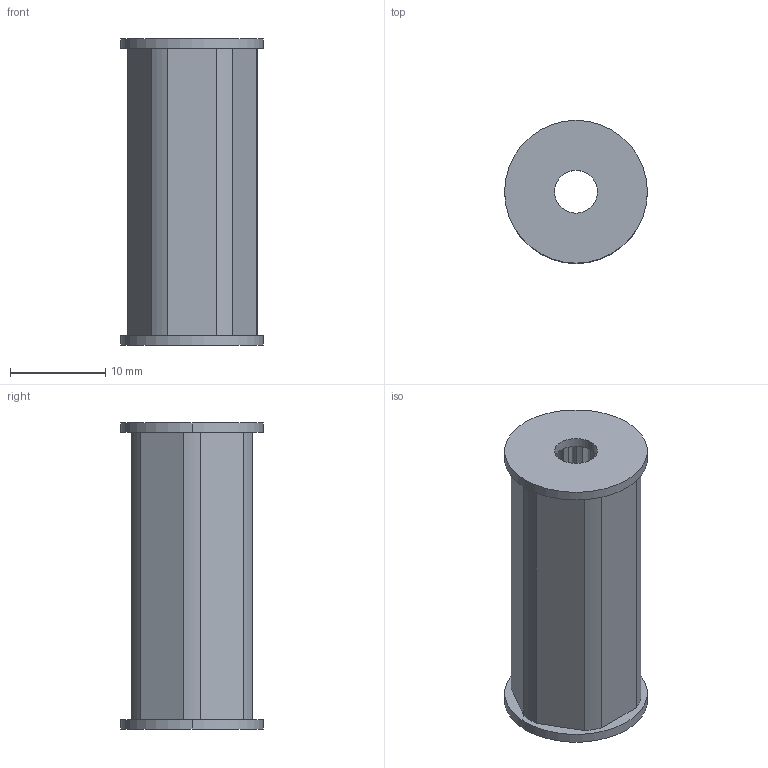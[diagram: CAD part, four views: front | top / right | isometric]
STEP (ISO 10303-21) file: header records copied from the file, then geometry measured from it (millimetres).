
FILE_DESCRIPTION (( 'STEP AP214' ), '1' );
FILE_NAME ('217-7263 20200930.STEP', '2020-09-30T22:09:59', ( '' ), ( '' ), 'SwSTEP 2.0', 'SolidWorks 2019', '' );
FILE_SCHEMA (( 'AUTOMOTIVE_DESIGN' ));
Length unit declared in the file: millimetre
Products named in the file (4): 217-7263-002 Rev2; 217-7263-001 Rev1; 217-7263-003 Rev2; 217-7263 20200930
Assembly tree (3 placements, depth 2):
  217-7263 20200930
    217-7263-001 Rev1
    217-7263-002 Rev2
    217-7263-003 Rev2
Bounding box: 15 x 15 x 32.16 mm (x, y, z)
Volume: 3264.1 mm3; surface area: 3174.2 mm2
Topology: 3 solids, 3 shells, 55 faces, 147 edges, 98 vertices
Faces by surface type: cylinder 29, bspline 14, plane 12
Entity records: 3277 total; most frequent: CARTESIAN_POINT 1776, ORIENTED_EDGE 294, DIRECTION 271, EDGE_CURVE 147, AXIS2_PLACEMENT_3D 105, VERTEX_POINT 98, LINE 61, VECTOR 61
